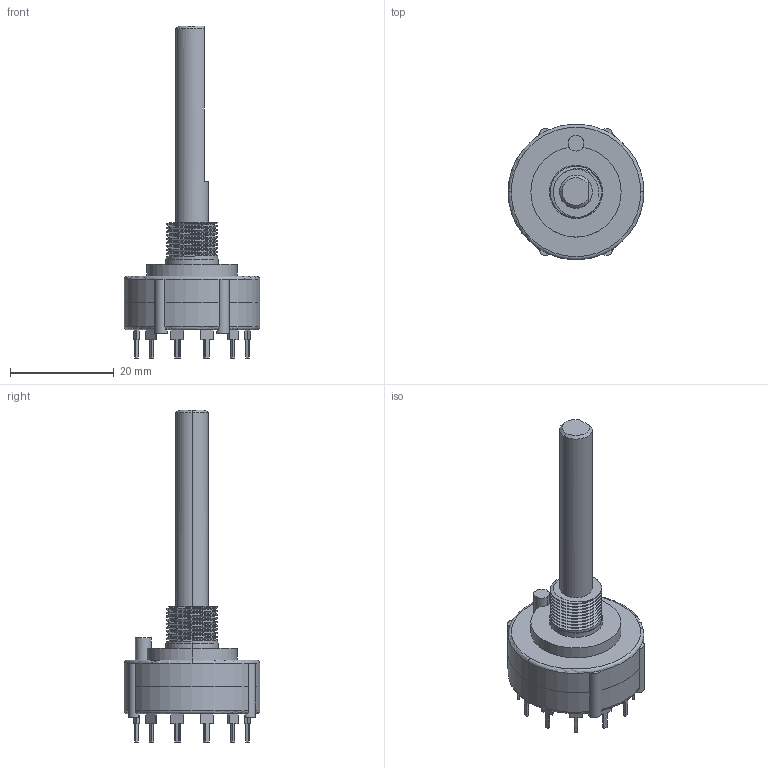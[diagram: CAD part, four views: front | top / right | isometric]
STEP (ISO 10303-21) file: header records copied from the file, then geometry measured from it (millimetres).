
FILE_DESCRIPTION (( 'STEP AP214' ), '1' );
FILE_NAME ('CK1056.STEP', '2024-12-31T12:40:14', ( '' ), ( '' ), 'SwSTEP 2.0', 'SolidWorks 2020', '' );
FILE_SCHEMA (( 'AUTOMOTIVE_DESIGN' ));
Length unit declared in the file: millimetre
Products named in the file (1): CK1056
Bounding box: 26.2 x 26.11 x 64.1 mm (x, y, z)
Volume: 7964.7 mm3; surface area: 3628.7 mm2
Topology: 1 solids, 1 shells, 243 faces, 641 edges, 420 vertices
Faces by surface type: plane 166, cylinder 66, torus 7, cone 2, bspline 2
Entity records: 10405 total; most frequent: CARTESIAN_POINT 3308, ORIENTED_EDGE 1282, DIRECTION 1107, EDGE_CURVE 641, VECTOR 479, LINE 479, VERTEX_POINT 420, AXIS2_PLACEMENT_3D 314
